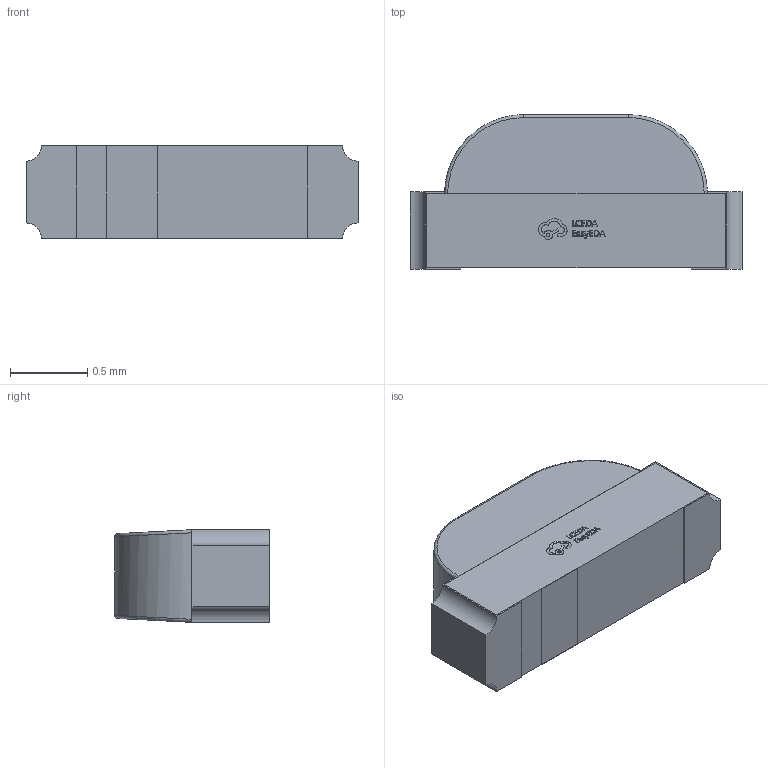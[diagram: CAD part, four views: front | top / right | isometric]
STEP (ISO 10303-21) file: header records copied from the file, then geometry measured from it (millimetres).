
FILE_DESCRIPTION (( 'STEP AP214' ), '1' );
FILE_NAME ('LED-SMD_L2.1-W1.0-RD.step', '2023-11-20T02:02:55', ( '' ), ( '' ), 'SwSTEP 2.0', 'SolidWorks 2020', '' );
FILE_SCHEMA (( 'AUTOMOTIVE_DESIGN' ));
Length unit declared in the file: millimetre
Products named in the file (1): LED-SMD_L2.1-W1.0-RD
Bounding box: 2.15 x 1 x 0.6 mm (x, y, z)
Volume: 1 mm3; surface area: 12 mm2
Topology: 6 solids, 6 shells, 286 faces, 761 edges, 506 vertices
Faces by surface type: plane 168, bspline 102, cylinder 16
Entity records: 12662 total; most frequent: CARTESIAN_POINT 3012, ORIENTED_EDGE 1522, DIRECTION 947, EDGE_CURVE 761, LINE 521, VECTOR 521, VERTEX_POINT 506, EDGE_LOOP 305
